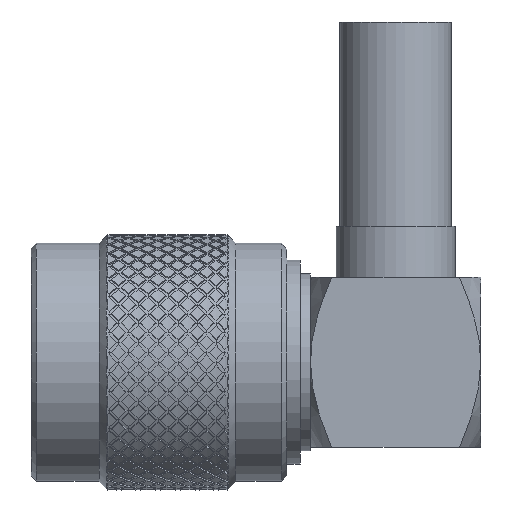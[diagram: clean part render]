
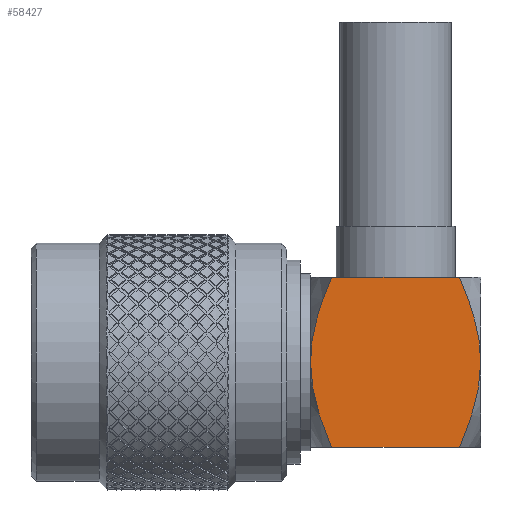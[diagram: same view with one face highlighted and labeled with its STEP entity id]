
A CAD part, left-side view. The second image highlights one B-rep face of the part: STEP entity #58427.
In plain terms, the highlighted planar face has unit normal (-1, 0, 0).
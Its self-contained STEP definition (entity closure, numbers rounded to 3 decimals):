
#1=CARTESIAN_POINT('',(-5.,-4.443,0.25));
#2=CARTESIAN_POINT('',(-5.,-4.313,-0.056));
#3=CARTESIAN_POINT('',(-5.,-4.077,-0.639));
#4=CARTESIAN_POINT('',(-5.,-3.797,-1.424));
#5=CARTESIAN_POINT('',(-5.,-3.579,-2.136));
#6=CARTESIAN_POINT('',(-5.,-3.412,-2.806));
#7=CARTESIAN_POINT('',(-5.,-3.291,-3.459));
#8=CARTESIAN_POINT('',(-5.,-3.217,-4.105));
#9=CARTESIAN_POINT('',(-5.,-3.2,-4.535));
#10=CARTESIAN_POINT('',(-5.,-3.2,-4.75));
#12=DIRECTION('',(0.,-1.,0.));
#13=VECTOR('',#12,7.515);
#14=CARTESIAN_POINT('',(-5.,-4.443,0.25));
#15=LINE('',#14,#13);
#16=CARTESIAN_POINT('',(-5.,-11.957,0.25));
#17=CARTESIAN_POINT('',(-5.,-12.087,-0.056));
#18=CARTESIAN_POINT('',(-5.,-12.323,-0.639));
#19=CARTESIAN_POINT('',(-5.,-12.603,-1.424));
#20=CARTESIAN_POINT('',(-5.,-12.821,-2.136));
#21=CARTESIAN_POINT('',(-5.,-12.988,-2.806));
#22=CARTESIAN_POINT('',(-5.,-13.109,-3.459));
#23=CARTESIAN_POINT('',(-5.,-13.183,-4.105));
#24=CARTESIAN_POINT('',(-5.,-13.2,-4.535));
#25=CARTESIAN_POINT('',(-5.,-13.2,-4.75));
#27=CARTESIAN_POINT('',(-5.,-13.2,-4.75));
#28=CARTESIAN_POINT('',(-5.,-13.2,-4.965));
#29=CARTESIAN_POINT('',(-5.,-13.183,-5.396));
#30=CARTESIAN_POINT('',(-5.,-13.109,-6.043));
#31=CARTESIAN_POINT('',(-5.,-12.988,-6.696));
#32=CARTESIAN_POINT('',(-5.,-12.82,-7.368));
#33=CARTESIAN_POINT('',(-5.,-12.602,-8.079));
#34=CARTESIAN_POINT('',(-5.,-12.322,-8.863));
#35=CARTESIAN_POINT('',(-5.,-12.087,-9.445));
#36=CARTESIAN_POINT('',(-5.,-11.957,-9.75));
#38=DIRECTION('',(0.,1.,0.));
#39=VECTOR('',#38,7.515);
#40=CARTESIAN_POINT('',(-5.,-11.957,-9.75));
#41=LINE('',#40,#39);
#42=CARTESIAN_POINT('',(-5.,-3.2,-4.75));
#43=CARTESIAN_POINT('',(-5.,-3.2,-4.965));
#44=CARTESIAN_POINT('',(-5.,-3.217,-5.396));
#45=CARTESIAN_POINT('',(-5.,-3.291,-6.043));
#46=CARTESIAN_POINT('',(-5.,-3.412,-6.696));
#47=CARTESIAN_POINT('',(-5.,-3.58,-7.368));
#48=CARTESIAN_POINT('',(-5.,-3.798,-8.079));
#49=CARTESIAN_POINT('',(-5.,-4.078,-8.863));
#50=CARTESIAN_POINT('',(-5.,-4.313,-9.445));
#51=CARTESIAN_POINT('',(-5.,-4.443,-9.75));
#52521=VERTEX_POINT('',#16);
#52522=VERTEX_POINT('',#25);
#52523=VERTEX_POINT('',#36);
#52529=CARTESIAN_POINT('',(-5.,-4.443,-9.75));
#52530=VERTEX_POINT('',#52529);
#52531=CARTESIAN_POINT('',(-5.,-4.443,0.25));
#52532=VERTEX_POINT('',#52531);
#52591=CARTESIAN_POINT('',(-5.,-3.2,-4.75));
#52592=VERTEX_POINT('',#52591);
#58408=CARTESIAN_POINT('',(-5.,0.,0.));
#58409=DIRECTION('',(1.,0.,0.));
#58410=DIRECTION('',(0.,-1.,0.));
#58411=AXIS2_PLACEMENT_3D('',#58408,#58409,#58410);
#58412=PLANE('',#58411);
#58414=ORIENTED_EDGE('',*,*,#58413,.F.);
#58416=ORIENTED_EDGE('',*,*,#58415,.T.);
#58418=ORIENTED_EDGE('',*,*,#58417,.T.);
#58420=ORIENTED_EDGE('',*,*,#58419,.T.);
#58422=ORIENTED_EDGE('',*,*,#58421,.T.);
#58424=ORIENTED_EDGE('',*,*,#58423,.F.);
#58425=EDGE_LOOP('',(#58414,#58416,#58418,#58420,#58422,#58424));
#58426=FACE_OUTER_BOUND('',#58425,.F.);
#11=B_SPLINE_CURVE_WITH_KNOTS('',3,(#1,#2,#3,#4,#5,#6,#7,#8,#9,#10),
.UNSPECIFIED.,.F.,.F.,(4,1,1,1,1,1,1,4),(0.,0.143,
0.286,0.429,0.571,0.714,
0.857,1.),.UNSPECIFIED.);
#26=B_SPLINE_CURVE_WITH_KNOTS('',3,(#16,#17,#18,#19,#20,#21,#22,#23,#24,#25),
.UNSPECIFIED.,.F.,.F.,(4,1,1,1,1,1,1,4),(0.,0.143,
0.286,0.429,0.571,0.714,
0.857,1.),.UNSPECIFIED.);
#37=B_SPLINE_CURVE_WITH_KNOTS('',3,(#27,#28,#29,#30,#31,#32,#33,#34,#35,#36),
.UNSPECIFIED.,.F.,.F.,(4,1,1,1,1,1,1,4),(0.,0.143,
0.286,0.429,0.571,0.714,
0.857,1.),.UNSPECIFIED.);
#52=B_SPLINE_CURVE_WITH_KNOTS('',3,(#42,#43,#44,#45,#46,#47,#48,#49,#50,#51),
.UNSPECIFIED.,.F.,.F.,(4,1,1,1,1,1,1,4),(0.,0.143,
0.286,0.429,0.571,0.714,
0.857,1.),.UNSPECIFIED.);
#58413=EDGE_CURVE('',#52532,#52592,#11,.T.);
#58415=EDGE_CURVE('',#52532,#52521,#15,.T.);
#58417=EDGE_CURVE('',#52521,#52522,#26,.T.);
#58419=EDGE_CURVE('',#52522,#52523,#37,.T.);
#58421=EDGE_CURVE('',#52523,#52530,#41,.T.);
#58423=EDGE_CURVE('',#52592,#52530,#52,.T.);
#58427=ADVANCED_FACE('',(#58426),#58412,.F.);
